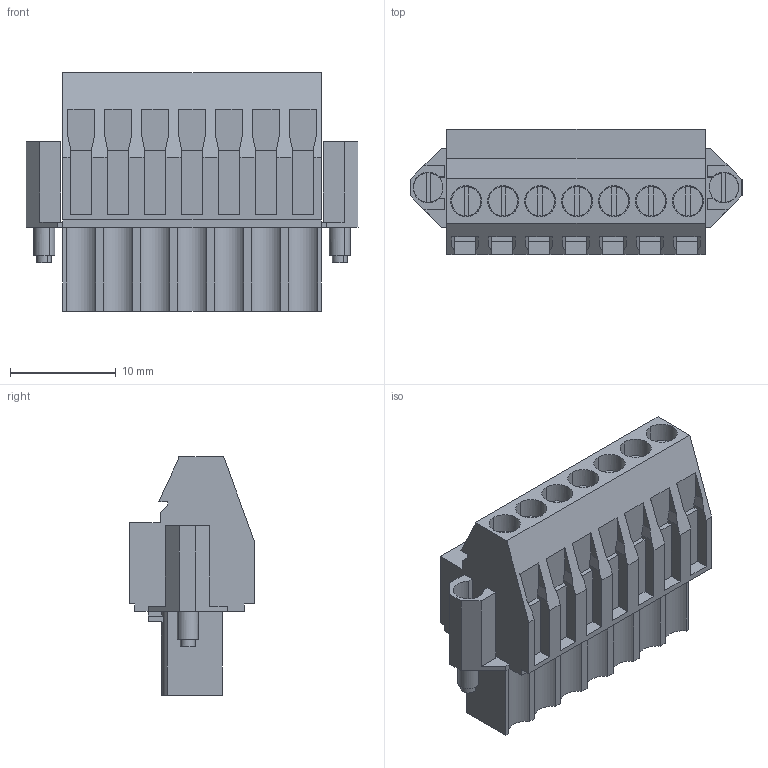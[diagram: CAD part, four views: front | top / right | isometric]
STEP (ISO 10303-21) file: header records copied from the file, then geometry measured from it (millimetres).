
FILE_DESCRIPTION(('CATIA V5 STEP Exchange','CAx-IF Rec.Pracs.--- Model Styling and Organization---1.2---2011-12-15'),'2;1');
FILE_NAME ('D1454049_0_1639060000_1639060000.stp','2017-04-18T10:39:39+00:00',('none'),('Weidmueller'),'CATIA Version 5-6 Release 2014','CATIA V5 STEP AP214','none');
FILE_SCHEMA(('AUTOMOTIVE_DESIGN { 1 0 10303 214 1 1 1 1 }'));
Length unit declared in the file: millimetre
Products named in the file (1): 1639060000
Bounding box: 31.44 x 11.83 x 22.6 mm (x, y, z)
Volume: 3911.2 mm3; surface area: 3536.8 mm2
Topology: 10 solids, 10 shells, 478 faces, 1305 edges, 880 vertices
Faces by surface type: plane 401, cylinder 77
Entity records: 14321 total; most frequent: CARTESIAN_POINT 2671, ORIENTED_EDGE 2610, DIRECTION 1990, EDGE_CURVE 1305, VECTOR 1073, LINE 1073, VERTEX_POINT 880, AXIS2_PLACEMENT_3D 565
